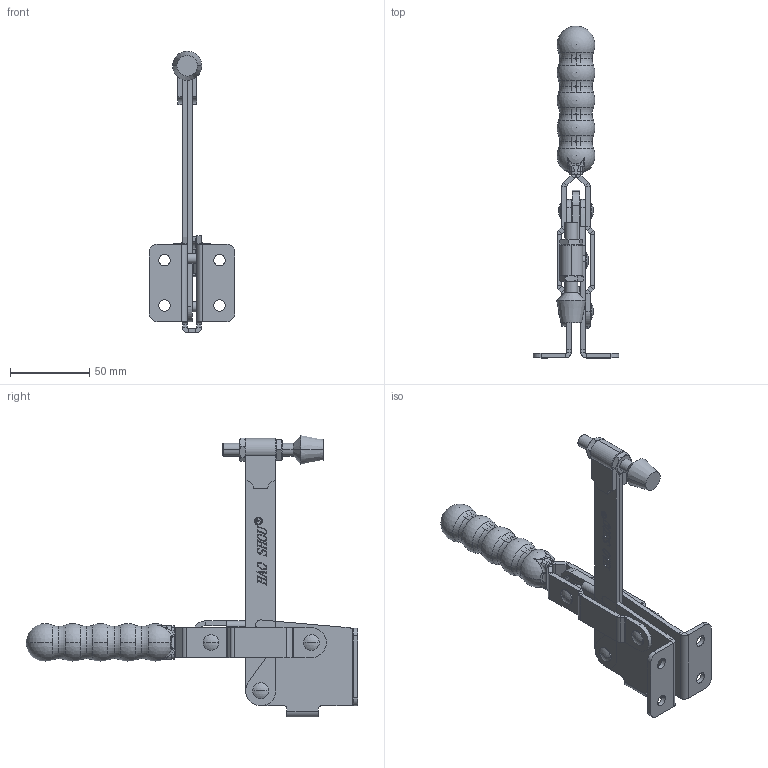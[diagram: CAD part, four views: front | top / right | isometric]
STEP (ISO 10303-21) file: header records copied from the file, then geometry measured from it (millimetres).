
FILE_DESCRIPTION (( 'STEP AP203' ), '1' );
FILE_NAME ('HS-12215.STEP', '2019-09-19T13:20:21', ( '微软用户' ), ( '微软中国' ), 'SwSTEP 2.0', 'SolidWorks 2012', '' );
FILE_SCHEMA (( 'CONFIG_CONTROL_DESIGN' ));
Length unit declared in the file: millimetre
Products named in the file (13): HS-12215; 忒參杶; 忒梟; 酗种; 傻种; 妗陑揤參蚾饜极; hexagon head bolts-full thread gb_GB_FASTENER_BOLT_STBAB A M8X55-C; hex thin nuts-grades ab-chamfered gb_GB_FASTENER_NUT_STNAB M8-N; 揤輸; 標; 妗陑揤參; 蟀裝; 楊擘菁釱
Assembly tree (17 placements, depth 3):
  HS-12215
    楊擘菁釱
    蟀裝
    妗陑揤參蚾饜极
      妗陑揤參  x2
      標
      揤輸
      hex thin nuts-grades ab-chamfered gb_GB_FASTENER_NUT_STNAB M8-N  x2
      hexagon head bolts-full thread gb_GB_FASTENER_BOLT_STBAB A M8X55-C
    傻种  x2
    酗种  x2
    忒梟  x2
    忒參杶
Bounding box: 54 x 210 x 178.24 mm (x, y, z)
Volume: 105972.1 mm3; surface area: 74130.5 mm2
Topology: 16 solids, 16 shells, 1172 faces, 3081 edges, 1978 vertices
Faces by surface type: plane 641, bspline 282, cylinder 170, cone 30, sphere 26, torus 23
Entity records: 30259 total; most frequent: CARTESIAN_POINT 12058, ORIENTED_EDGE 3686, DIRECTION 3064, EDGE_CURVE 1843, VERTEX_POINT 1177, LINE 1122, VECTOR 1122, AXIS2_PLACEMENT_3D 971
